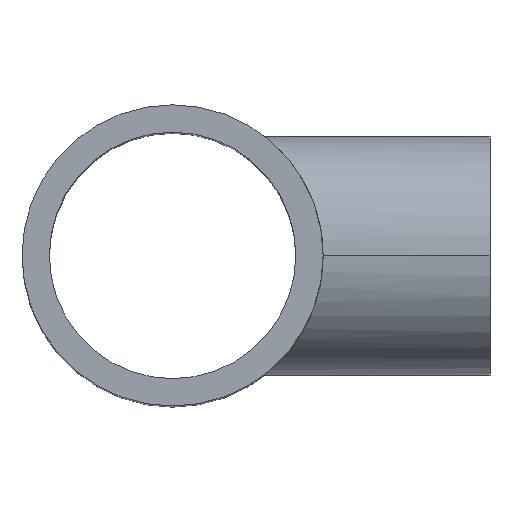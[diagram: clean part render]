
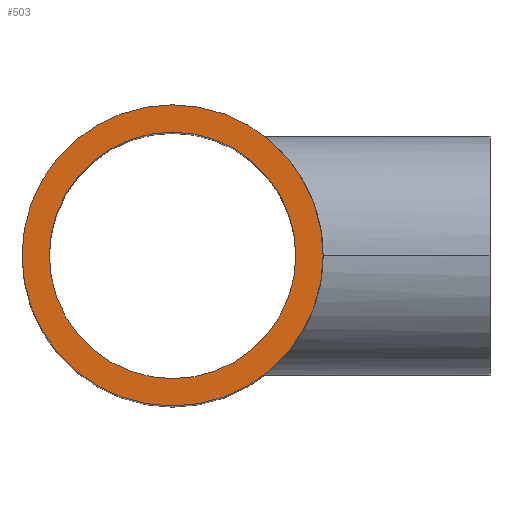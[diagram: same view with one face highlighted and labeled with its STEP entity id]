
A CAD part, top view. The second image highlights one B-rep face of the part: STEP entity #503.
In plain terms, the highlighted planar face has unit normal (0, 0, 1).
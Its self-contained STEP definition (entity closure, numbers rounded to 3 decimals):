
#58 = CARTESIAN_POINT ( 'NONE',  ( -128.9, 0., 356. ) ) ;
#106 = CIRCLE ( 'NONE', #558, 128.9 ) ;
#118 = VERTEX_POINT ( 'NONE', #760 ) ;
#120 = CIRCLE ( 'NONE', #339, 157.5 ) ;
#150 = AXIS2_PLACEMENT_3D ( 'NONE', #778, #545, #606 ) ;
#176 = CARTESIAN_POINT ( 'NONE',  ( 0., 0., 356. ) ) ;
#178 = EDGE_LOOP ( 'NONE', ( #425, #723 ) ) ;
#181 = CARTESIAN_POINT ( 'NONE',  ( 0., 0., 356. ) ) ;
#202 = EDGE_CURVE ( 'NONE', #547, #531, #106, .T. ) ;
#283 = FACE_BOUND ( 'NONE', #178, .T. ) ;
#316 = DIRECTION ( 'NONE',  ( 1., 0., 0. ) ) ;
#338 = DIRECTION ( 'NONE',  ( 0., 0., 1. ) ) ;
#339 = AXIS2_PLACEMENT_3D ( 'NONE', #653, #593, #585 ) ;
#361 = VERTEX_POINT ( 'NONE', #736 ) ;
#377 = CARTESIAN_POINT ( 'NONE',  ( 128.9, 0., 356. ) ) ;
#394 = EDGE_CURVE ( 'NONE', #531, #547, #719, .T. ) ;
#413 = DIRECTION ( 'NONE',  ( 0., 0., 1. ) ) ;
#425 = ORIENTED_EDGE ( 'NONE', *, *, #394, .F. ) ;
#477 = EDGE_CURVE ( 'NONE', #361, #118, #120, .T. ) ;
#503 = ADVANCED_FACE ( 'NONE', ( #662, #283 ), #708, .T. ) ;
#512 = EDGE_CURVE ( 'NONE', #118, #361, #771, .T. ) ;
#522 = AXIS2_PLACEMENT_3D ( 'NONE', #176, #413, #542 ) ;
#528 = EDGE_LOOP ( 'NONE', ( #587, #604 ) ) ;
#531 = VERTEX_POINT ( 'NONE', #58 ) ;
#542 = DIRECTION ( 'NONE',  ( 1., 0., 0. ) ) ;
#545 = DIRECTION ( 'NONE',  ( 0., 0., 1. ) ) ;
#547 = VERTEX_POINT ( 'NONE', #377 ) ;
#558 = AXIS2_PLACEMENT_3D ( 'NONE', #181, #612, #316 ) ;
#585 = DIRECTION ( 'NONE',  ( 1., 0., 0. ) ) ;
#587 = ORIENTED_EDGE ( 'NONE', *, *, #477, .T. ) ;
#593 = DIRECTION ( 'NONE',  ( 0., 0., 1. ) ) ;
#604 = ORIENTED_EDGE ( 'NONE', *, *, #512, .T. ) ;
#606 = DIRECTION ( 'NONE',  ( 1., 0., 0. ) ) ;
#608 = AXIS2_PLACEMENT_3D ( 'NONE', #696, #338, #640 ) ;
#612 = DIRECTION ( 'NONE',  ( 0., 0., 1. ) ) ;
#640 = DIRECTION ( 'NONE',  ( 1., 0., 0. ) ) ;
#653 = CARTESIAN_POINT ( 'NONE',  ( 0., 0., 356. ) ) ;
#662 = FACE_OUTER_BOUND ( 'NONE', #528, .T. ) ;
#696 = CARTESIAN_POINT ( 'NONE',  ( 0., 0., 356. ) ) ;
#708 = PLANE ( 'NONE',  #522 ) ;
#719 = CIRCLE ( 'NONE', #608, 128.9 ) ;
#723 = ORIENTED_EDGE ( 'NONE', *, *, #202, .F. ) ;
#736 = CARTESIAN_POINT ( 'NONE',  ( -157.5, 0., 356. ) ) ;
#760 = CARTESIAN_POINT ( 'NONE',  ( 157.5, 0., 356. ) ) ;
#771 = CIRCLE ( 'NONE', #150, 157.5 ) ;
#778 = CARTESIAN_POINT ( 'NONE',  ( 0., 0., 356. ) ) ;
